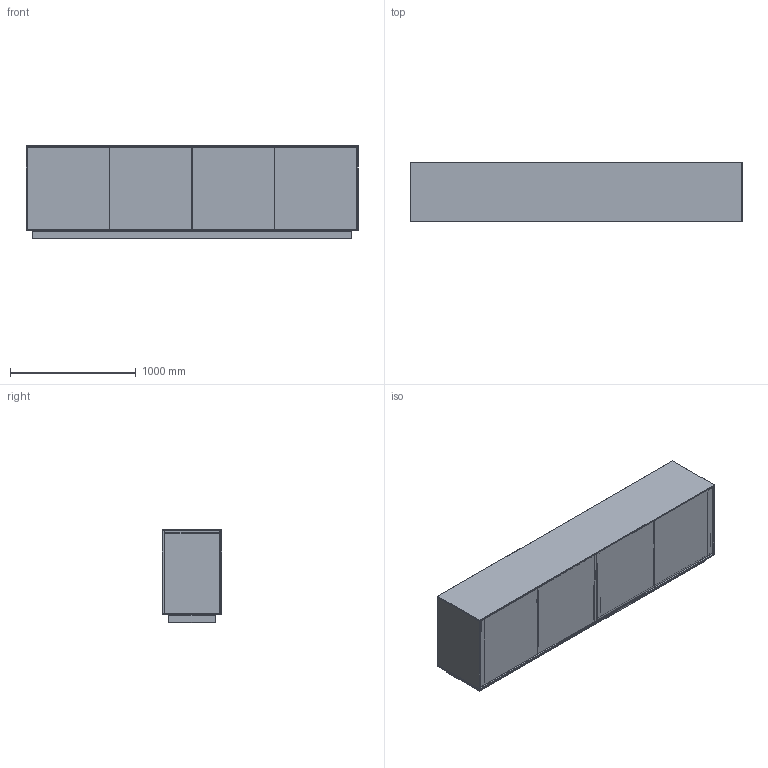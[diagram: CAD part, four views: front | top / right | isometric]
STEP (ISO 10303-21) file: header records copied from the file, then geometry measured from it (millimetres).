
FILE_DESCRIPTION(/* description */ (''),/* implementation_level */ '2;1');
FILE_NAME(/* name */ 'ECHO-M~1',/* time_stamp */ '2020-10-22T16:18:19+02:00',/* author */ (''),/* organization */ (''),/* preprocessor_version */ 'ST-DEVELOPER v16.5',/* originating_system */ '',/* authorisation */ '');
FILE_SCHEMA (('AUTOMOTIVE_DESIGN'));
Products named in the file (1): Document
Bounding box: 2639 x 470 x 740 mm (x, y, z)
Volume: 156878866.4 mm3; surface area: 24922338.7 mm2
Topology: 28 solids, 28 shells, 512 faces, 7372 edges, 6912 vertices
Faces by surface type: bspline 340, plane 172
Entity records: 70494 total; most frequent: CARTESIAN_POINT 22501, COLOUR_RGB 6432, PRESENTATION_STYLE_ASSIGNMENT 6432, STYLED_ITEM 6432, PRESENTATION_LAYER_ASSIGNMENT 6432, CURVE_STYLE 6404, DIRECTION 3382, VECTOR 3204
